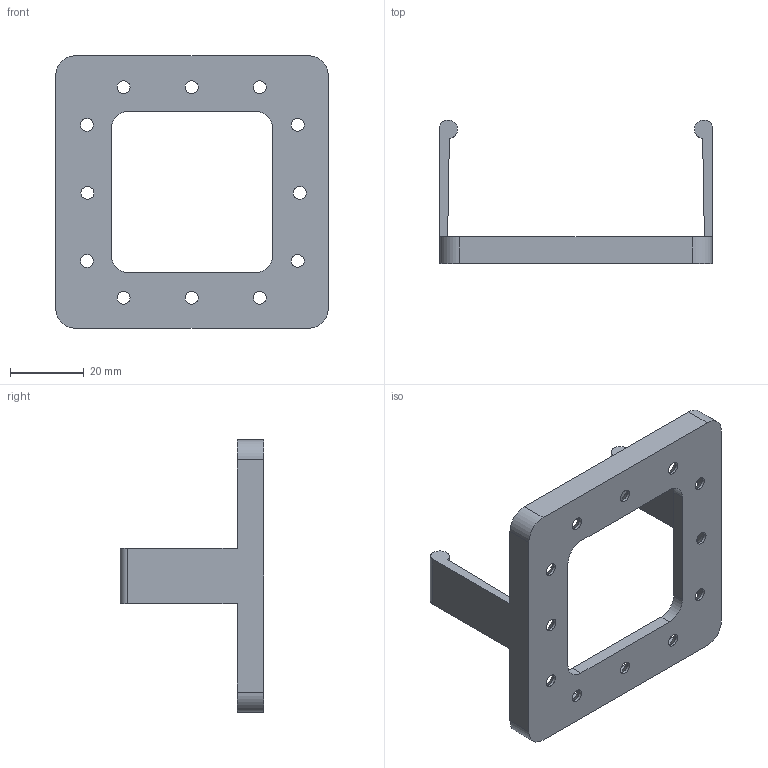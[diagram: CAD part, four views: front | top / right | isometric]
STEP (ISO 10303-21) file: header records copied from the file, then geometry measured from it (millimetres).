
FILE_DESCRIPTION(/* description */ (''),/* implementation_level */ '2;1');
FILE_NAME(/* name */ 'LutronCasetaHub.step',/* time_stamp */ '2020-05-25T21:30:15-05:00',/* author */ (''),/* organization */ (''),/* preprocessor_version */ 'ST-DEVELOPER v18.1',/* originating_system */ 'Autodesk Translation Framework v9.3.0.1241',/* authorisation */ '');
FILE_SCHEMA (('AUTOMOTIVE_DESIGN { 1 0 10303 214 3 1 1 }'));
Length unit declared in the file: millimetre
Products named in the file (1): LutronCasetaHub
Bounding box: 74.1 x 39 x 74.1 mm (x, y, z)
Volume: 15603.5 mm3; surface area: 13239.2 mm2
Topology: 1 solids, 1 shells, 76 faces, 194 edges, 124 vertices
Faces by surface type: cylinder 34, plane 30, cone 12
Full cylindrical faces by diameter (mm): 3.5 x12, 5 x4
Entity records: 2395 total; most frequent: DIRECTION 428, CARTESIAN_POINT 395, ORIENTED_EDGE 388, EDGE_CURVE 194, AXIS2_PLACEMENT_3D 157, VERTEX_POINT 124, LINE 114, VECTOR 114
